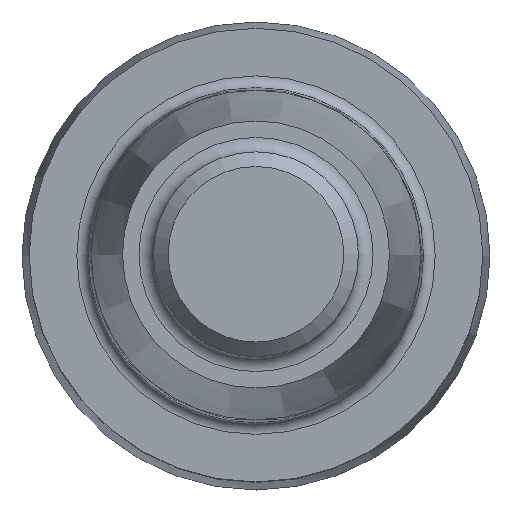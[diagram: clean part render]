
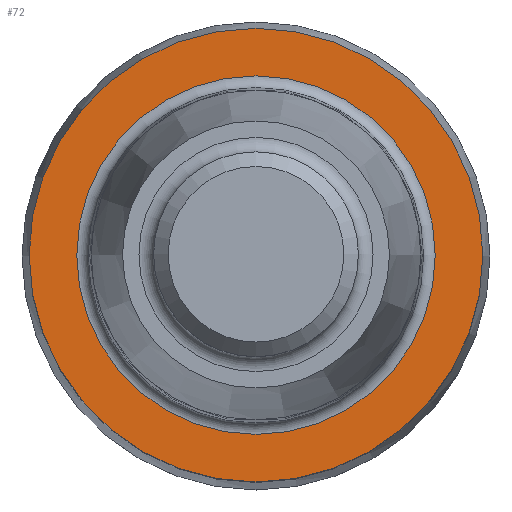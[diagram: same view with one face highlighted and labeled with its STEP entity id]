
A CAD part, top view. The second image highlights one B-rep face of the part: STEP entity #72.
In plain terms, the highlighted planar face has unit normal (0, 0, 1).
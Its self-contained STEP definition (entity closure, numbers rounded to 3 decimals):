
#62=PLANE('',#268);
#72=ADVANCED_FACE('',(#96,#97),#62,.F.);
#96=FACE_BOUND('',#120,.T.);
#97=FACE_BOUND('',#121,.T.);
#120=EDGE_LOOP('',(#148));
#121=EDGE_LOOP('',(#149));
#148=ORIENTED_EDGE('',*,*,#186,.F.);
#149=ORIENTED_EDGE('',*,*,#185,.T.);
#171=VERTEX_POINT('',#393);
#172=VERTEX_POINT('',#396);
#185=EDGE_CURVE('',#171,#171,#199,.T.);
#186=EDGE_CURVE('',#172,#172,#200,.T.);
#199=CIRCLE('',#265,6.124);
#200=CIRCLE('',#267,7.75);
#265=AXIS2_PLACEMENT_3D('',#392,#311,#312);
#267=AXIS2_PLACEMENT_3D('',#395,#315,#316);
#268=AXIS2_PLACEMENT_3D('',#397,#317,#318);
#311=DIRECTION('',(0.,0.,-1.));
#312=DIRECTION('',(-1.,0.,0.));
#315=DIRECTION('',(0.,0.,-1.));
#316=DIRECTION('',(-1.,0.,0.));
#317=DIRECTION('',(0.,0.,-1.));
#318=DIRECTION('',(1.,0.,0.));
#392=CARTESIAN_POINT('',(0.,0.,0.));
#393=CARTESIAN_POINT('',(-6.124,0.,0.));
#395=CARTESIAN_POINT('',(0.,0.,0.));
#396=CARTESIAN_POINT('',(-7.75,0.,0.));
#397=CARTESIAN_POINT('',(6.124,0.,0.));
